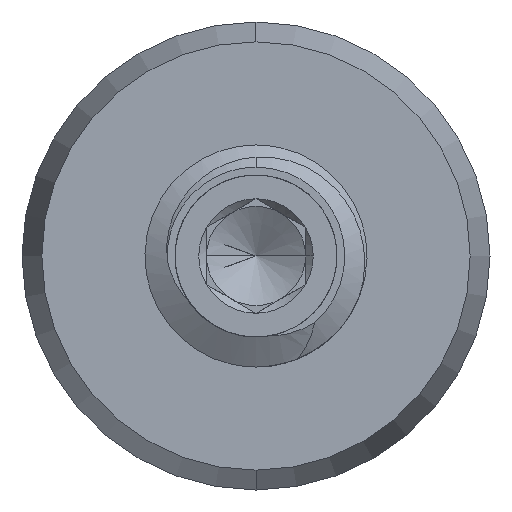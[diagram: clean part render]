
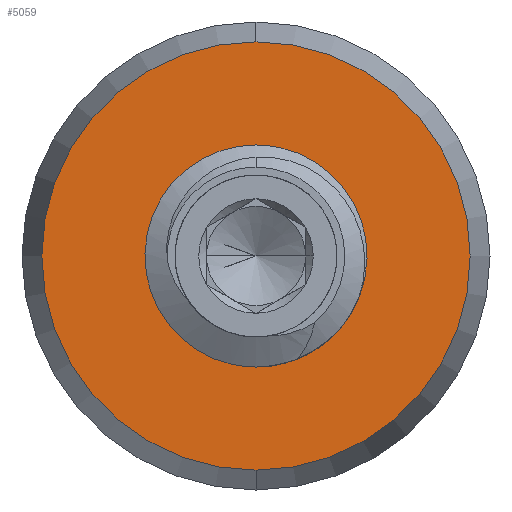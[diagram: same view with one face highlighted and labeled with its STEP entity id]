
A CAD part, front view. The second image highlights one B-rep face of the part: STEP entity #5059.
In plain terms, the highlighted planar face has unit normal (0, -1, 0).
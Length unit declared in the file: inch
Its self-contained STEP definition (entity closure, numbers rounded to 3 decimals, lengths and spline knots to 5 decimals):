
#168 = CARTESIAN_POINT ( 'NONE',  ( -0.04197, -3.90213, -0.04435 ) ) ;
#570 = CARTESIAN_POINT ( 'NONE',  ( -0.04197, -3.90213, 0.06365 ) ) ;
#621 = EDGE_CURVE ( 'NONE', #4754, #841, #1842, .T. ) ;
#841 = VERTEX_POINT ( 'NONE', #4611 ) ;
#864 = DIRECTION ( 'NONE',  ( 0., 1., 0. ) ) ;
#946 = DIRECTION ( 'NONE',  ( 0., 0., 1. ) ) ;
#984 = CIRCLE ( 'NONE', #6487, 0.0545 ) ;
#1033 = DIRECTION ( 'NONE',  ( 0., 1., 0. ) ) ;
#1088 = CARTESIAN_POINT ( 'NONE',  ( -0.04197, -3.90213, -0.04435 ) ) ;
#1111 = PLANE ( 'NONE',  #4072 ) ;
#1384 = AXIS2_PLACEMENT_3D ( 'NONE', #7232, #864, #946 ) ;
#1667 = DIRECTION ( 'NONE',  ( 0., 0., 1. ) ) ;
#1842 = CIRCLE ( 'NONE', #3046, 0.0545 ) ;
#1946 = DIRECTION ( 'NONE',  ( 0., 1., 0. ) ) ;
#3046 = AXIS2_PLACEMENT_3D ( 'NONE', #1088, #3645, #1667 ) ;
#3126 = DIRECTION ( 'NONE',  ( 0., 0., 1. ) ) ;
#3381 = DIRECTION ( 'NONE',  ( 0., 1., 0. ) ) ;
#3645 = DIRECTION ( 'NONE',  ( 0., 1., 0. ) ) ;
#4072 = AXIS2_PLACEMENT_3D ( 'NONE', #7436, #1033, #3126 ) ;
#4536 = EDGE_LOOP ( 'NONE', ( #5518, #7369 ) ) ;
#4611 = CARTESIAN_POINT ( 'NONE',  ( -0.04197, -3.90213, -0.09885 ) ) ;
#4686 = DIRECTION ( 'NONE',  ( 0., 0., 1. ) ) ;
#4754 = VERTEX_POINT ( 'NONE', #6097 ) ;
#4875 = CIRCLE ( 'NONE', #1384, 0.108 ) ;
#5059 = ADVANCED_FACE ( 'NONE', ( #7562, #8094 ), #1111, .F. ) ;
#5216 = EDGE_CURVE ( 'NONE', #841, #4754, #984, .T. ) ;
#5518 = ORIENTED_EDGE ( 'NONE', *, *, #8196, .F. ) ;
#6047 = VERTEX_POINT ( 'NONE', #6825 ) ;
#6097 = CARTESIAN_POINT ( 'NONE',  ( -0.04197, -3.90213, 0.01015 ) ) ;
#6306 = EDGE_CURVE ( 'NONE', #6047, #6718, #4875, .T. ) ;
#6359 = DIRECTION ( 'NONE',  ( 0., 0., 1. ) ) ;
#6487 = AXIS2_PLACEMENT_3D ( 'NONE', #7678, #1946, #6359 ) ;
#6718 = VERTEX_POINT ( 'NONE', #570 ) ;
#6825 = CARTESIAN_POINT ( 'NONE',  ( -0.04197, -3.90213, -0.15235 ) ) ;
#7226 = ORIENTED_EDGE ( 'NONE', *, *, #5216, .T. ) ;
#7232 = CARTESIAN_POINT ( 'NONE',  ( -0.04197, -3.90213, -0.04435 ) ) ;
#7296 = CIRCLE ( 'NONE', #7690, 0.108 ) ;
#7369 = ORIENTED_EDGE ( 'NONE', *, *, #6306, .F. ) ;
#7436 = CARTESIAN_POINT ( 'NONE',  ( 0.06603, -3.90213, -0.04435 ) ) ;
#7562 = FACE_BOUND ( 'NONE', #8072, .T. ) ;
#7678 = CARTESIAN_POINT ( 'NONE',  ( -0.04197, -3.90213, -0.04435 ) ) ;
#7690 = AXIS2_PLACEMENT_3D ( 'NONE', #168, #3381, #4686 ) ;
#7798 = ORIENTED_EDGE ( 'NONE', *, *, #621, .T. ) ;
#8072 = EDGE_LOOP ( 'NONE', ( #7226, #7798 ) ) ;
#8094 = FACE_OUTER_BOUND ( 'NONE', #4536, .T. ) ;
#8196 = EDGE_CURVE ( 'NONE', #6718, #6047, #7296, .T. ) ;
